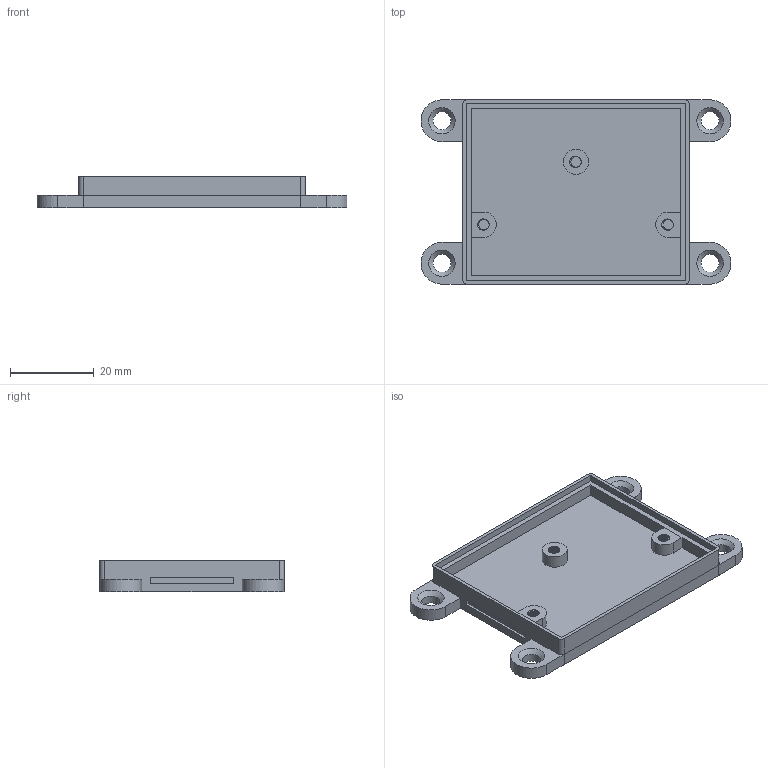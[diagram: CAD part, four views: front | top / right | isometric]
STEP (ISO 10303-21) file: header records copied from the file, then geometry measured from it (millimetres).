
FILE_DESCRIPTION(('FreeCAD Model'),'2;1');
FILE_NAME('Open CASCADE Shape Model','2024-04-14T19:38:28',( 'Jan Graichen'),(''),'Open CASCADE STEP processor 7.6','FreeCAD', 'Unknown');
FILE_SCHEMA(('AUTOMOTIVE_DESIGN { 1 0 10303 214 1 1 1 1 }'));
Length unit declared in the file: millimetre
Products named in the file (1): base
Bounding box: 74 x 44 x 7.6 mm (x, y, z)
Volume: 9553.9 mm3; surface area: 8280.6 mm2
Topology: 1 solids, 1 shells, 164 faces, 366 edges, 212 vertices
Faces by surface type: bspline 63, plane 61, cylinder 36, cone 4
Full cylindrical faces by diameter (mm): 2.52 x18, 4.3 x4, 6 x1
Entity records: 20610 total; most frequent: CARTESIAN_POINT 13628, DIRECTION 1091, LINE 749, VECTOR 749, ORIENTED_EDGE 732, PCURVE 732, DEFINITIONAL_REPRESENTATION 732, EDGE_CURVE 366
